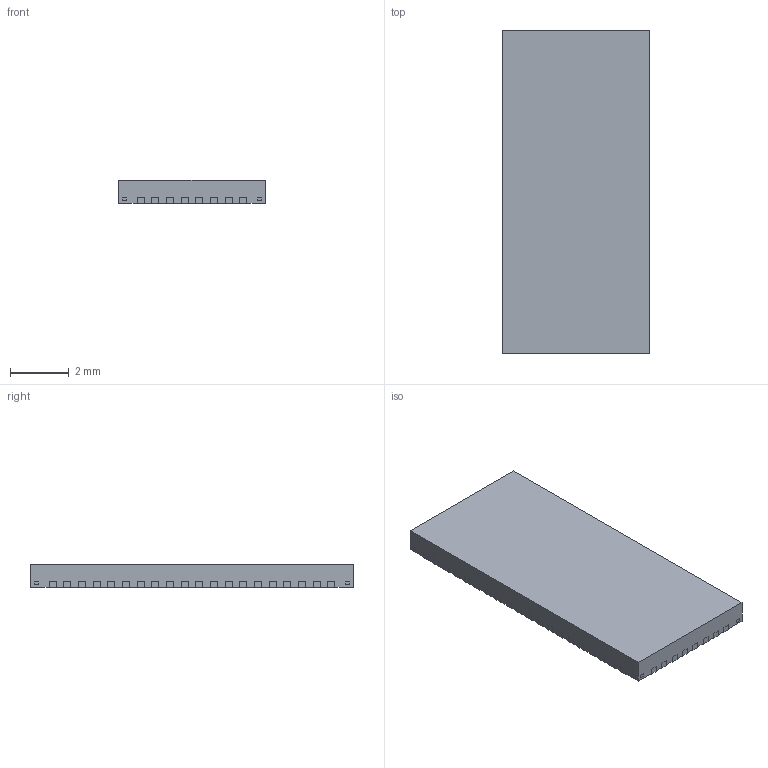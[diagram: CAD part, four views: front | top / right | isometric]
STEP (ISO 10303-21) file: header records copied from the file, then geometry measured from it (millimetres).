
FILE_DESCRIPTION((''),'2;1');
FILE_NAME('RHU0056A_ASM','2021-01-27T08:22:02',('a0412086'),(''),'CREO PARAMETRIC BY PTC INC, 2018500','CREO PARAMETRIC BY PTC INC, 2018500','');
FILE_SCHEMA(('CONFIG_CONTROL_DESIGN','SHAPE_APPEARANCE_LAYERS_GROUPS'));
Length unit declared in the file: millimetre
Products named in the file (4): FRAME; BODY; PIN1_AREA; RHU0056A_ASM
Assembly tree (3 placements, depth 2):
  RHU0056A_ASM
    FRAME
    BODY
    PIN1_AREA
Bounding box: 5 x 11 x 0.8 mm (x, y, z)
Volume: 43.3 mm3; surface area: 214.8 mm2
Topology: 62 solids, 62 shells, 859 faces, 2202 edges, 1468 vertices
Faces by surface type: plane 635, cylinder 224
Entity records: 33462 total; most frequent: CARTESIAN_POINT 4536, ORIENTED_EDGE 4404, DIRECTION 4382, PRESENTATION_STYLE_ASSIGNMENT 2329, STYLED_ITEM 2265, CURVE_STYLE 2202, EDGE_CURVE 2202, VECTOR 1754
